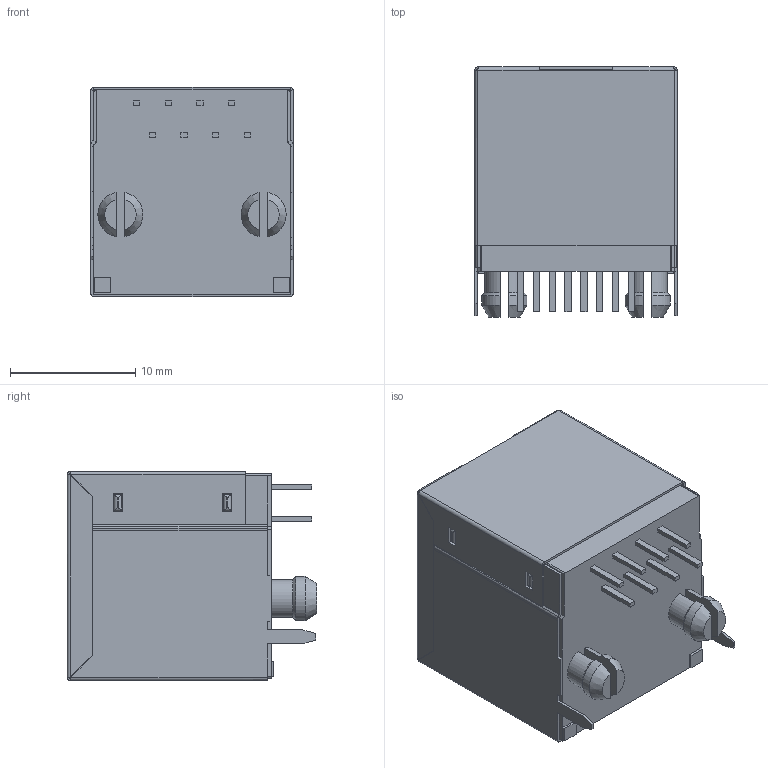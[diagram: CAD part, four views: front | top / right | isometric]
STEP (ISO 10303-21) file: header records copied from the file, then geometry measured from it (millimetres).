
FILE_DESCRIPTION (( 'STEP AP214' ), '1' );
FILE_NAME ('A-2014-2S-4-N-R.STEP', '2018-10-27T09:16:42', ( '' ), ( '' ), 'SwSTEP 2.0', 'SolidWorks 2017', '' );
FILE_SCHEMA (( 'AUTOMOTIVE_DESIGN' ));
Length unit declared in the file: millimetre
Products named in the file (1): A-2014-2S-4-N-R
Bounding box: 16.15 x 19.95 x 16.7 mm (x, y, z)
Volume: 3375.8 mm3; surface area: 4657.8 mm2
Topology: 16 solids, 16 shells, 374 faces, 902 edges, 558 vertices
Faces by surface type: plane 265, cylinder 69, bspline 28, cone 8, sphere 4
Entity records: 11031 total; most frequent: CARTESIAN_POINT 2501, ORIENTED_EDGE 1796, DIRECTION 1534, EDGE_CURVE 898, LINE 688, VECTOR 688, VERTEX_POINT 558, AXIS2_PLACEMENT_3D 423
